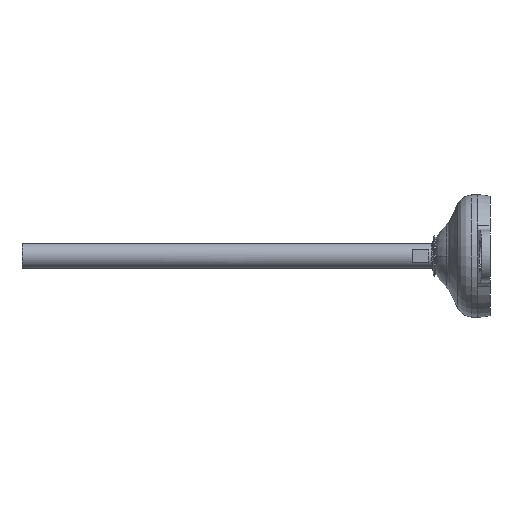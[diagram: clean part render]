
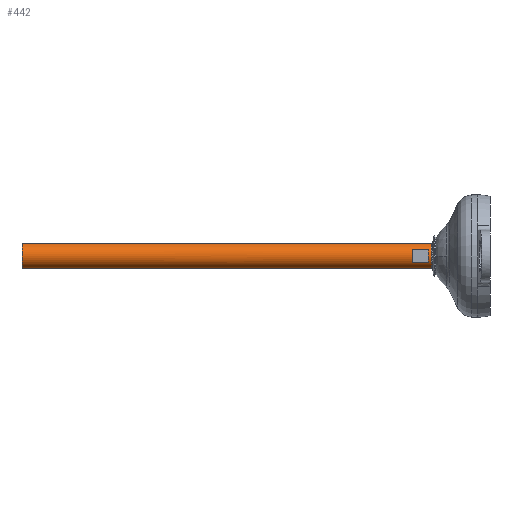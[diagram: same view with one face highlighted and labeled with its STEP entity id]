
A CAD part, left-side view. The second image highlights one B-rep face of the part: STEP entity #442.
In plain terms, the highlighted cylindrical face has radius 6 mm (diameter 12 mm), a partial arc.
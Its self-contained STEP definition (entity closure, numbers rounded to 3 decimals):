
#25 = VECTOR ( 'NONE', #1698, 1000. ) ;
#98 = ORIENTED_EDGE ( 'NONE', *, *, #979, .T. ) ;
#114 = CIRCLE ( 'NONE', #1708, 6. ) ;
#120 = VERTEX_POINT ( 'NONE', #353 ) ;
#125 = DIRECTION ( 'NONE',  ( 0., 0., -1. ) ) ;
#153 = CIRCLE ( 'NONE', #681, 6. ) ;
#171 = LINE ( 'NONE', #1243, #656 ) ;
#292 = CARTESIAN_POINT ( 'NONE',  ( 0., 38., 0. ) ) ;
#297 = CARTESIAN_POINT ( 'NONE',  ( 0., 30., 0. ) ) ;
#311 = CARTESIAN_POINT ( 'NONE',  ( 0., 228., 0. ) ) ;
#347 = DIRECTION ( 'NONE',  ( 0., -1., 0. ) ) ;
#353 = CARTESIAN_POINT ( 'NONE',  ( 0., 28.5, -6. ) ) ;
#359 = CARTESIAN_POINT ( 'NONE',  ( -5., 38., -3.317 ) ) ;
#366 = EDGE_LOOP ( 'NONE', ( #638, #1416, #1511, #617 ) ) ;
#442 = ADVANCED_FACE ( 'NONE', ( #1151, #1684 ), #1017, .T. ) ;
#451 = ORIENTED_EDGE ( 'NONE', *, *, #1453, .T. ) ;
#461 = CARTESIAN_POINT ( 'NONE',  ( -5., 0., 3.317 ) ) ;
#476 = CARTESIAN_POINT ( 'NONE',  ( -5., 30., -3.317 ) ) ;
#481 = EDGE_CURVE ( 'NONE', #655, #120, #1693, .T. ) ;
#485 = VERTEX_POINT ( 'NONE', #528 ) ;
#489 = DIRECTION ( 'NONE',  ( 0., -1., 0. ) ) ;
#497 = AXIS2_PLACEMENT_3D ( 'NONE', #311, #552, #1368 ) ;
#514 = VERTEX_POINT ( 'NONE', #1223 ) ;
#528 = CARTESIAN_POINT ( 'NONE',  ( 0., 228., -6. ) ) ;
#549 = DIRECTION ( 'NONE',  ( 0., -1., 0. ) ) ;
#552 = DIRECTION ( 'NONE',  ( 0., -1., 0. ) ) ;
#579 = CARTESIAN_POINT ( 'NONE',  ( 0., 0., 6. ) ) ;
#613 = CARTESIAN_POINT ( 'NONE',  ( 0., 0., -6. ) ) ;
#617 = ORIENTED_EDGE ( 'NONE', *, *, #481, .F. ) ;
#638 = ORIENTED_EDGE ( 'NONE', *, *, #1619, .F. ) ;
#646 = EDGE_CURVE ( 'NONE', #1018, #1352, #153, .T. ) ;
#655 = VERTEX_POINT ( 'NONE', #825 ) ;
#656 = VECTOR ( 'NONE', #1648, 1000. ) ;
#667 = VECTOR ( 'NONE', #489, 1000. ) ;
#681 = AXIS2_PLACEMENT_3D ( 'NONE', #292, #1671, #1122 ) ;
#683 = DIRECTION ( 'NONE',  ( 0., -1., 0. ) ) ;
#692 = CIRCLE ( 'NONE', #497, 6. ) ;
#825 = CARTESIAN_POINT ( 'NONE',  ( 0., 28.5, 6. ) ) ;
#832 = DIRECTION ( 'NONE',  ( 0., 0., -1. ) ) ;
#859 = CARTESIAN_POINT ( 'NONE',  ( 0., 228., 6. ) ) ;
#880 = DIRECTION ( 'NONE',  ( 0., 0., -1. ) ) ;
#963 = AXIS2_PLACEMENT_3D ( 'NONE', #1062, #549, #125 ) ;
#979 = EDGE_CURVE ( 'NONE', #1403, #1018, #171, .T. ) ;
#1017 = CYLINDRICAL_SURFACE ( 'NONE', #1640, 6. ) ;
#1018 = VERTEX_POINT ( 'NONE', #359 ) ;
#1062 = CARTESIAN_POINT ( 'NONE',  ( 0., 28.5, 0. ) ) ;
#1066 = ORIENTED_EDGE ( 'NONE', *, *, #1296, .T. ) ;
#1102 = LINE ( 'NONE', #579, #1285 ) ;
#1122 = DIRECTION ( 'NONE',  ( 0., 0., 1. ) ) ;
#1142 = ORIENTED_EDGE ( 'NONE', *, *, #646, .T. ) ;
#1147 = CARTESIAN_POINT ( 'NONE',  ( -5., 38., 3.317 ) ) ;
#1151 = FACE_OUTER_BOUND ( 'NONE', #366, .T. ) ;
#1163 = LINE ( 'NONE', #461, #25 ) ;
#1219 = VERTEX_POINT ( 'NONE', #859 ) ;
#1223 = CARTESIAN_POINT ( 'NONE',  ( -5., 30., 3.317 ) ) ;
#1243 = CARTESIAN_POINT ( 'NONE',  ( -5., 0., -3.317 ) ) ;
#1285 = VECTOR ( 'NONE', #683, 1000. ) ;
#1296 = EDGE_CURVE ( 'NONE', #514, #1403, #114, .T. ) ;
#1350 = EDGE_LOOP ( 'NONE', ( #98, #1142, #451, #1066 ) ) ;
#1352 = VERTEX_POINT ( 'NONE', #1147 ) ;
#1368 = DIRECTION ( 'NONE',  ( 0., 0., -1. ) ) ;
#1370 = EDGE_CURVE ( 'NONE', #485, #120, #1419, .T. ) ;
#1403 = VERTEX_POINT ( 'NONE', #476 ) ;
#1416 = ORIENTED_EDGE ( 'NONE', *, *, #1606, .T. ) ;
#1419 = LINE ( 'NONE', #613, #667 ) ;
#1453 = EDGE_CURVE ( 'NONE', #1352, #514, #1163, .T. ) ;
#1511 = ORIENTED_EDGE ( 'NONE', *, *, #1370, .T. ) ;
#1547 = CARTESIAN_POINT ( 'NONE',  ( 0., 0., 0. ) ) ;
#1606 = EDGE_CURVE ( 'NONE', #1219, #485, #692, .T. ) ;
#1619 = EDGE_CURVE ( 'NONE', #1219, #655, #1102, .T. ) ;
#1635 = DIRECTION ( 'NONE',  ( 0., -1., 0. ) ) ;
#1640 = AXIS2_PLACEMENT_3D ( 'NONE', #1547, #347, #880 ) ;
#1648 = DIRECTION ( 'NONE',  ( 0., 1., 0. ) ) ;
#1671 = DIRECTION ( 'NONE',  ( 0., 1., 0. ) ) ;
#1684 = FACE_BOUND ( 'NONE', #1350, .T. ) ;
#1693 = CIRCLE ( 'NONE', #963, 6. ) ;
#1698 = DIRECTION ( 'NONE',  ( 0., -1., 0. ) ) ;
#1708 = AXIS2_PLACEMENT_3D ( 'NONE', #297, #1635, #832 ) ;
